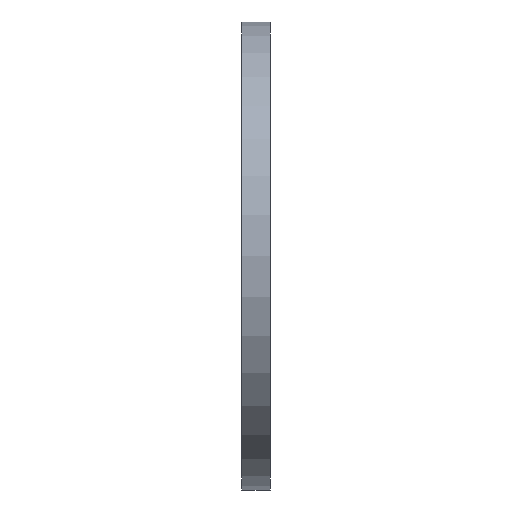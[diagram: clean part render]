
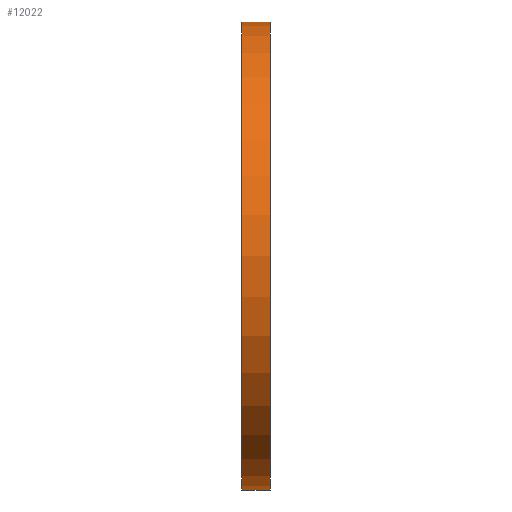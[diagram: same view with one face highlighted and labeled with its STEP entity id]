
A CAD part, left-side view. The second image highlights one B-rep face of the part: STEP entity #12022.
In plain terms, the highlighted cylindrical face has radius 50 mm (diameter 100 mm), a partial arc.
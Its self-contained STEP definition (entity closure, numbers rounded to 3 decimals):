
#725 = DIRECTION ( 'NONE',  ( 0., 1., 0. ) ) ;
#1203 = VERTEX_POINT ( 'NONE', #3464 ) ;
#1304 = LINE ( 'NONE', #3122, #13131 ) ;
#2491 = CIRCLE ( 'NONE', #12342, 50. ) ;
#2755 = EDGE_CURVE ( 'NONE', #1203, #9382, #1304, .T. ) ;
#3030 = DIRECTION ( 'NONE',  ( 0., 1., 0. ) ) ;
#3122 = CARTESIAN_POINT ( 'NONE',  ( 0., 6., -50. ) ) ;
#3464 = CARTESIAN_POINT ( 'NONE',  ( 0., 6., -50. ) ) ;
#3752 = ORIENTED_EDGE ( 'NONE', *, *, #11756, .T. ) ;
#5785 = EDGE_CURVE ( 'NONE', #1203, #7878, #5872, .T. ) ;
#5872 = CIRCLE ( 'NONE', #8446, 50. ) ;
#6333 = CARTESIAN_POINT ( 'NONE',  ( 0., 0., -50. ) ) ;
#6408 = FACE_OUTER_BOUND ( 'NONE', #7234, .T. ) ;
#6609 = CARTESIAN_POINT ( 'NONE',  ( 0., 0., 50. ) ) ;
#7234 = EDGE_LOOP ( 'NONE', ( #7467, #10924, #11242, #3752 ) ) ;
#7300 = VERTEX_POINT ( 'NONE', #6609 ) ;
#7398 = EDGE_CURVE ( 'NONE', #7878, #7300, #10657, .T. ) ;
#7467 = ORIENTED_EDGE ( 'NONE', *, *, #7398, .F. ) ;
#7524 = DIRECTION ( 'NONE',  ( 0., -1., 0. ) ) ;
#7878 = VERTEX_POINT ( 'NONE', #8241 ) ;
#8241 = CARTESIAN_POINT ( 'NONE',  ( 0., 6., 50. ) ) ;
#8442 = CARTESIAN_POINT ( 'NONE',  ( 0., 6., 0. ) ) ;
#8446 = AXIS2_PLACEMENT_3D ( 'NONE', #9499, #725, #11595 ) ;
#9140 = CARTESIAN_POINT ( 'NONE',  ( 0., 6., 50. ) ) ;
#9382 = VERTEX_POINT ( 'NONE', #6333 ) ;
#9499 = CARTESIAN_POINT ( 'NONE',  ( 0., 6., 0. ) ) ;
#10141 = VECTOR ( 'NONE', #11188, 1000. ) ;
#10657 = LINE ( 'NONE', #9140, #10141 ) ;
#10924 = ORIENTED_EDGE ( 'NONE', *, *, #5785, .F. ) ;
#11188 = DIRECTION ( 'NONE',  ( 0., -1., 0. ) ) ;
#11242 = ORIENTED_EDGE ( 'NONE', *, *, #2755, .T. ) ;
#11595 = DIRECTION ( 'NONE',  ( 0., 0., 1. ) ) ;
#11756 = EDGE_CURVE ( 'NONE', #9382, #7300, #2491, .T. ) ;
#11778 = CARTESIAN_POINT ( 'NONE',  ( 0., 0., 0. ) ) ;
#11793 = DIRECTION ( 'NONE',  ( 0., -1., 0. ) ) ;
#11823 = DIRECTION ( 'NONE',  ( 0., 0., 1. ) ) ;
#11836 = DIRECTION ( 'NONE',  ( 0., 0., -1. ) ) ;
#12022 = ADVANCED_FACE ( 'NONE', ( #6408 ), #13130, .T. ) ;
#12342 = AXIS2_PLACEMENT_3D ( 'NONE', #11778, #3030, #11823 ) ;
#13130 = CYLINDRICAL_SURFACE ( 'NONE', #13355, 50. ) ;
#13131 = VECTOR ( 'NONE', #7524, 1000. ) ;
#13355 = AXIS2_PLACEMENT_3D ( 'NONE', #8442, #11793, #11836 ) ;
